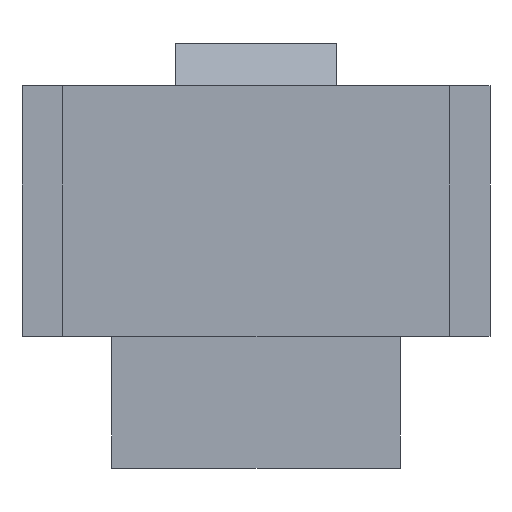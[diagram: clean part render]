
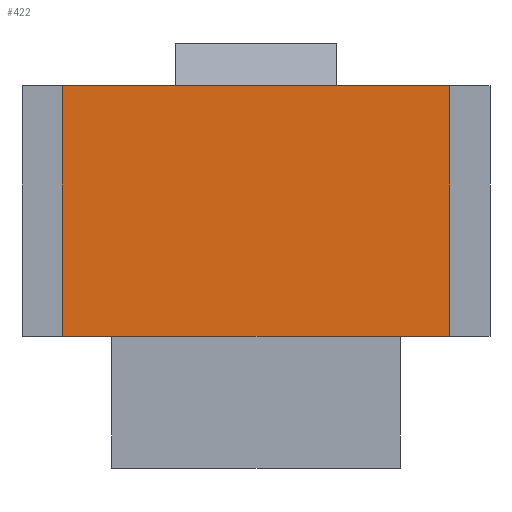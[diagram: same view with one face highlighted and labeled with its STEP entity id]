
A CAD part, front view. The second image highlights one B-rep face of the part: STEP entity #422.
In plain terms, the highlighted planar face has unit normal (0, -1, 0).
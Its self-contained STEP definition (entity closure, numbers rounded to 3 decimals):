
#17=FACE_OUTER_BOUND('',#39,.T.);
#39=EDGE_LOOP('',(#274,#275,#276,#277,#278,#279));
#60=LINE('',#596,#116);
#64=LINE('',#605,#120);
#69=LINE('',#615,#125);
#70=LINE('',#617,#126);
#71=LINE('',#618,#127);
#72=LINE('',#619,#128);
#116=VECTOR('',#492,10.);
#120=VECTOR('',#498,10.);
#125=VECTOR('',#505,10.);
#126=VECTOR('',#508,10.);
#127=VECTOR('',#509,10.);
#128=VECTOR('',#510,10.);
#172=VERTEX_POINT('',#593);
#173=VERTEX_POINT('',#595);
#176=VERTEX_POINT('',#602);
#177=VERTEX_POINT('',#604);
#178=VERTEX_POINT('',#608);
#181=VERTEX_POINT('',#613);
#208=EDGE_CURVE('',#172,#173,#60,.T.);
#212=EDGE_CURVE('',#176,#177,#64,.T.);
#217=EDGE_CURVE('',#181,#178,#69,.T.);
#218=EDGE_CURVE('',#173,#181,#70,.T.);
#219=EDGE_CURVE('',#177,#172,#71,.T.);
#220=EDGE_CURVE('',#178,#176,#72,.T.);
#274=ORIENTED_EDGE('',*,*,#218,.F.);
#275=ORIENTED_EDGE('',*,*,#208,.F.);
#276=ORIENTED_EDGE('',*,*,#219,.F.);
#277=ORIENTED_EDGE('',*,*,#212,.F.);
#278=ORIENTED_EDGE('',*,*,#220,.F.);
#279=ORIENTED_EDGE('',*,*,#217,.F.);
#377=PLANE('',#467);
#422=ADVANCED_FACE('',(#17),#377,.F.);
#467=AXIS2_PLACEMENT_3D('',#616,#506,#507);
#492=DIRECTION('',(0.,0.,-1.));
#498=DIRECTION('',(0.,0.,1.));
#505=DIRECTION('',(-1.,0.,0.));
#506=DIRECTION('center_axis',(0.,1.,0.));
#507=DIRECTION('ref_axis',(0.,0.,1.));
#508=DIRECTION('',(-1.,0.,0.));
#509=DIRECTION('',(1.,0.,0.));
#510=DIRECTION('',(-1.,0.,0.));
#593=CARTESIAN_POINT('',(6.72,0.15,10.68));
#595=CARTESIAN_POINT('',(6.72,0.15,1.99));
#596=CARTESIAN_POINT('',(6.72,0.15,1.99));
#602=CARTESIAN_POINT('',(-6.72,0.15,1.99));
#604=CARTESIAN_POINT('',(-6.72,0.15,10.68));
#605=CARTESIAN_POINT('',(-6.72,0.15,10.68));
#608=CARTESIAN_POINT('',(-5.,0.15,1.99));
#613=CARTESIAN_POINT('',(5.,0.15,1.99));
#615=CARTESIAN_POINT('',(-6.72,0.15,1.99));
#616=CARTESIAN_POINT('Origin',(0.,0.15,6.335));
#617=CARTESIAN_POINT('',(4.06,0.15,1.99));
#618=CARTESIAN_POINT('',(-4.06,0.15,10.68));
#619=CARTESIAN_POINT('',(4.06,0.15,1.99));
